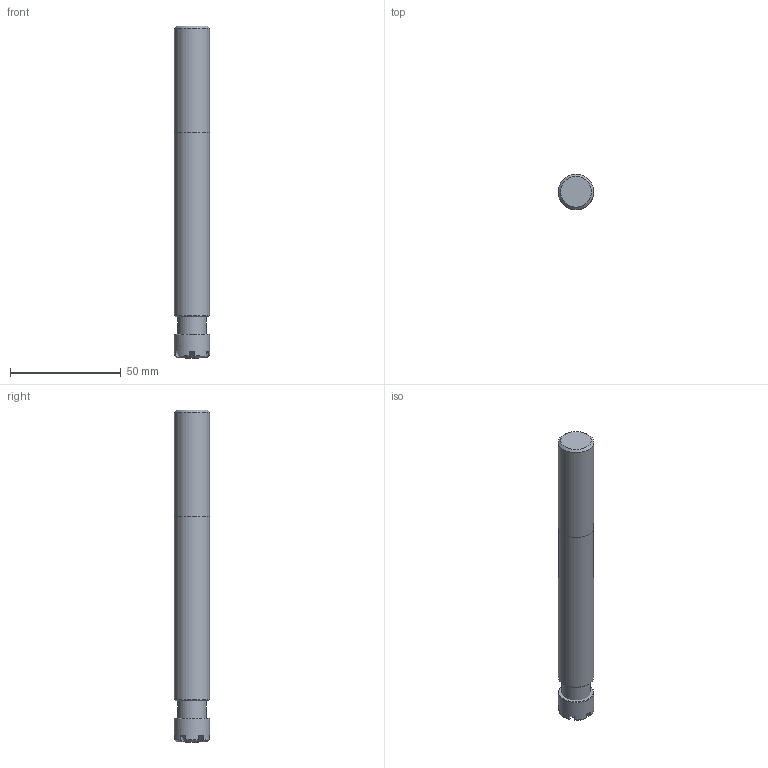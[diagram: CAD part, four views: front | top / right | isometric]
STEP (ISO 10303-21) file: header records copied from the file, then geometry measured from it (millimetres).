
FILE_DESCRIPTION(/* description */ (''),/* implementation_level */ '2;1');
FILE_NAME(/* name */ '54501612R.stp',/* time_stamp */ '2020-02-03T15:55:12+05:00',/* author */ (''),/* organization */ (''),/* preprocessor_version */ 'ST-DEVELOPER v16.7',/* originating_system */ 'SIEMENS PLM Software NX 12.0',/* authorisation */ '');
FILE_SCHEMA (('AUTOMOTIVE_DESIGN { 1 0 10303 214 3 1 1 1 }'));
Length unit declared in the file: millimetre
Products named in the file (1): inpuFC40nbt3
Bounding box: 16 x 16 x 150 mm (x, y, z)
Volume: 27345.5 mm3; surface area: 9917.1 mm2
Topology: 3 solids, 3 shells, 62 faces, 148 edges, 96 vertices
Faces by surface type: plane 29, cone 17, cylinder 15, torus 1
Full cylindrical faces by diameter (mm): 11.5 x1, 13 x1, 16 x3
Entity records: 1798 total; most frequent: CARTESIAN_POINT 343, DIRECTION 310, ORIENTED_EDGE 254, EDGE_CURVE 127, AXIS2_PLACEMENT_3D 127, VERTEX_POINT 88, EDGE_LOOP 81, ADVANCED_FACE 62
